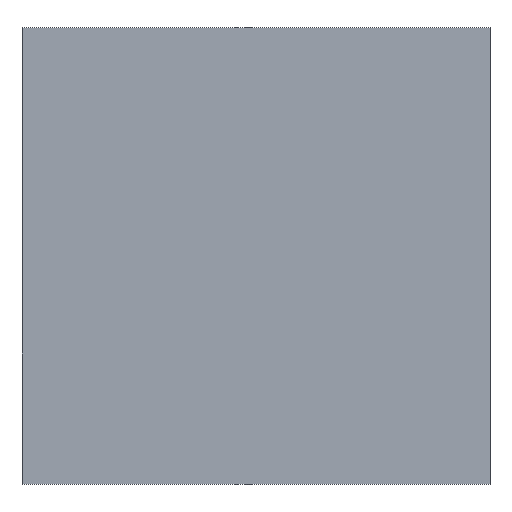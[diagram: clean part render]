
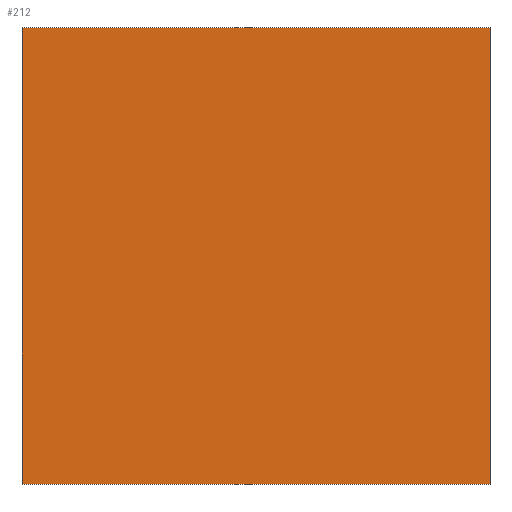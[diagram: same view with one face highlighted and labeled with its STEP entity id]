
A CAD part, top view. The second image highlights one B-rep face of the part: STEP entity #212.
In plain terms, the highlighted face is planar.
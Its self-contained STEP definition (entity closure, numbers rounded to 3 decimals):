
#85=DIRECTION('',(0.,0.,1.));
#86=VECTOR('',#85,1.58);
#87=CARTESIAN_POINT('',(-0.81,0.375,-0.79));
#88=LINE('',#87,#86);
#92=DIRECTION('',(-1.,0.,0.));
#93=VECTOR('',#92,1.62);
#94=CARTESIAN_POINT('',(0.81,0.375,-0.79));
#95=LINE('',#94,#93);
#99=DIRECTION('',(0.,0.,-1.));
#100=VECTOR('',#99,1.58);
#101=CARTESIAN_POINT('',(0.81,0.375,0.79));
#102=LINE('',#101,#100);
#106=DIRECTION('',(1.,0.,0.));
#107=VECTOR('',#106,1.62);
#108=CARTESIAN_POINT('',(-0.81,0.375,0.79));
#109=LINE('',#108,#107);
#121=CARTESIAN_POINT('',(-0.81,0.375,-0.79));
#122=CARTESIAN_POINT('',(-0.81,0.375,0.79));
#123=VERTEX_POINT('',#121);
#124=VERTEX_POINT('',#122);
#125=CARTESIAN_POINT('',(0.81,0.375,0.79));
#126=VERTEX_POINT('',#125);
#127=CARTESIAN_POINT('',(0.81,0.375,-0.79));
#128=VERTEX_POINT('',#127);
#201=CARTESIAN_POINT('',(0.,0.375,0.));
#202=DIRECTION('',(0.,1.,0.));
#203=DIRECTION('',(1.,0.,0.));
#204=AXIS2_PLACEMENT_3D('',#201,#202,#203);
#205=PLANE('',#204);
#206=ORIENTED_EDGE('',*,*,#153,.F.);
#207=ORIENTED_EDGE('',*,*,#168,.F.);
#208=ORIENTED_EDGE('',*,*,#182,.F.);
#209=ORIENTED_EDGE('',*,*,#195,.F.);
#210=EDGE_LOOP('',(#206,#207,#208,#209));
#211=FACE_OUTER_BOUND('',#210,.F.);
#153=EDGE_CURVE('',#123,#124,#88,.T.);
#168=EDGE_CURVE('',#128,#123,#95,.T.);
#182=EDGE_CURVE('',#126,#128,#102,.T.);
#195=EDGE_CURVE('',#124,#126,#109,.T.);
#212=ADVANCED_FACE('',(#211),#205,.T.);
